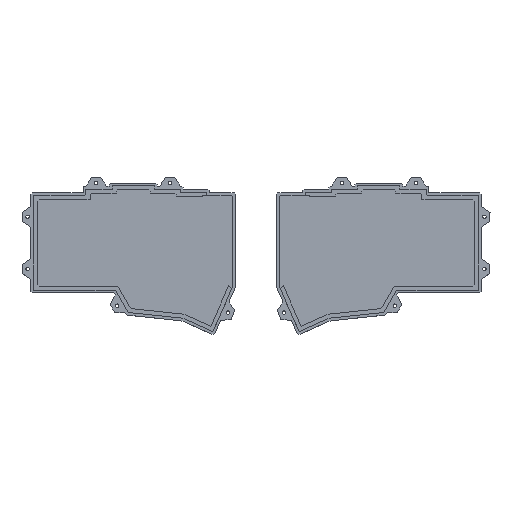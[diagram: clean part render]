
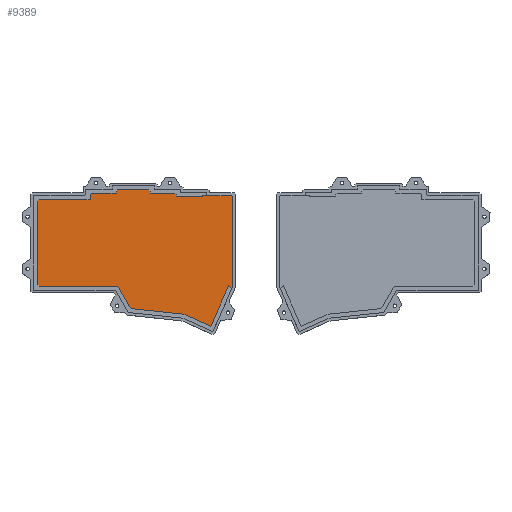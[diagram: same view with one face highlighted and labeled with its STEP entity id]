
A CAD part, top view. The second image highlights one B-rep face of the part: STEP entity #9389.
In plain terms, the highlighted planar face has unit normal (0, 0, 1).
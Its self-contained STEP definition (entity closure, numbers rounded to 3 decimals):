
#401=FACE_OUTER_BOUND('',#959,.T.);
#959=EDGE_LOOP('',(#7189,#7190,#7191,#7192,#7193,#7194,#7195,#7196,#7197,
#7198,#7199,#7200,#7201,#7202,#7203,#7204,#7205,#7206,#7207,#7208,#7209,
#7210,#7211,#7212,#7213,#7214,#7215,#7216,#7217,#7218));
#1776=LINE('',#13742,#3052);
#1817=LINE('',#13821,#3093);
#1824=LINE('',#13834,#3100);
#1827=LINE('',#13840,#3103);
#1829=LINE('',#13843,#3105);
#1830=LINE('',#13847,#3106);
#1833=LINE('',#13852,#3109);
#1835=LINE('',#13856,#3111);
#1837=LINE('',#13860,#3113);
#1839=LINE('',#13865,#3115);
#1842=LINE('',#13870,#3118);
#1844=LINE('',#13875,#3120);
#1847=LINE('',#13880,#3123);
#1849=LINE('',#13884,#3125);
#1851=LINE('',#13888,#3127);
#1853=LINE('',#13893,#3129);
#1856=LINE('',#13898,#3132);
#1864=LINE('',#13914,#3140);
#1867=LINE('',#13919,#3143);
#1894=LINE('',#14003,#3170);
#1895=LINE('',#14005,#3171);
#1896=LINE('',#14007,#3172);
#1897=LINE('',#14008,#3173);
#1898=LINE('',#14010,#3174);
#1899=LINE('',#14012,#3175);
#1900=LINE('',#14013,#3176);
#1901=LINE('',#14014,#3177);
#1902=LINE('',#14015,#3178);
#1903=LINE('',#14016,#3179);
#1904=LINE('',#14017,#3180);
#3052=VECTOR('',#11152,10.);
#3093=VECTOR('',#11197,10.);
#3100=VECTOR('',#11214,10.);
#3103=VECTOR('',#11219,10.);
#3105=VECTOR('',#11223,10.);
#3106=VECTOR('',#11226,10.);
#3109=VECTOR('',#11231,10.);
#3111=VECTOR('',#11235,10.);
#3113=VECTOR('',#11239,10.);
#3115=VECTOR('',#11243,10.);
#3118=VECTOR('',#11248,10.);
#3120=VECTOR('',#11252,10.);
#3123=VECTOR('',#11257,10.);
#3125=VECTOR('',#11261,10.);
#3127=VECTOR('',#11265,10.);
#3129=VECTOR('',#11269,10.);
#3132=VECTOR('',#11274,10.);
#3140=VECTOR('',#11294,10.);
#3143=VECTOR('',#11299,10.);
#3170=VECTOR('',#11414,10.);
#3171=VECTOR('',#11415,10.);
#3172=VECTOR('',#11416,10.);
#3173=VECTOR('',#11417,10.);
#3174=VECTOR('',#11418,10.);
#3175=VECTOR('',#11419,10.);
#3176=VECTOR('',#11420,10.);
#3177=VECTOR('',#11421,10.);
#3178=VECTOR('',#11422,10.);
#3179=VECTOR('',#11423,10.);
#3180=VECTOR('',#11424,10.);
#4182=VERTEX_POINT('',#13739);
#4183=VERTEX_POINT('',#13741);
#4219=VERTEX_POINT('',#13820);
#4220=VERTEX_POINT('',#13833);
#4221=VERTEX_POINT('',#13837);
#4222=VERTEX_POINT('',#13839);
#4223=VERTEX_POINT('',#13845);
#4224=VERTEX_POINT('',#13846);
#4225=VERTEX_POINT('',#13851);
#4226=VERTEX_POINT('',#13855);
#4227=VERTEX_POINT('',#13859);
#4228=VERTEX_POINT('',#13863);
#4229=VERTEX_POINT('',#13864);
#4230=VERTEX_POINT('',#13869);
#4231=VERTEX_POINT('',#13873);
#4232=VERTEX_POINT('',#13874);
#4233=VERTEX_POINT('',#13879);
#4234=VERTEX_POINT('',#13883);
#4235=VERTEX_POINT('',#13887);
#4236=VERTEX_POINT('',#13891);
#4237=VERTEX_POINT('',#13892);
#4238=VERTEX_POINT('',#13897);
#4239=VERTEX_POINT('',#13912);
#4240=VERTEX_POINT('',#13913);
#4241=VERTEX_POINT('',#13918);
#4254=VERTEX_POINT('',#14002);
#4255=VERTEX_POINT('',#14004);
#4256=VERTEX_POINT('',#14006);
#4257=VERTEX_POINT('',#14009);
#4258=VERTEX_POINT('',#14011);
#5188=EDGE_CURVE('',#4182,#4183,#1776,.F.);
#5229=EDGE_CURVE('',#4219,#4183,#1817,.T.);
#5236=EDGE_CURVE('',#4220,#4219,#1824,.T.);
#5239=EDGE_CURVE('',#4221,#4222,#1827,.F.);
#5241=EDGE_CURVE('',#4221,#4220,#1829,.T.);
#5242=EDGE_CURVE('',#4223,#4224,#1830,.T.);
#5245=EDGE_CURVE('',#4225,#4223,#1833,.T.);
#5247=EDGE_CURVE('',#4226,#4225,#1835,.T.);
#5249=EDGE_CURVE('',#4227,#4226,#1837,.T.);
#5251=EDGE_CURVE('',#4228,#4229,#1839,.T.);
#5254=EDGE_CURVE('',#4230,#4228,#1842,.T.);
#5256=EDGE_CURVE('',#4231,#4232,#1844,.T.);
#5259=EDGE_CURVE('',#4233,#4231,#1847,.T.);
#5261=EDGE_CURVE('',#4234,#4233,#1849,.T.);
#5263=EDGE_CURVE('',#4235,#4234,#1851,.T.);
#5265=EDGE_CURVE('',#4236,#4237,#1853,.T.);
#5268=EDGE_CURVE('',#4238,#4236,#1856,.T.);
#5276=EDGE_CURVE('',#4239,#4240,#1864,.T.);
#5279=EDGE_CURVE('',#4241,#4239,#1867,.T.);
#5318=EDGE_CURVE('',#4182,#4254,#1894,.T.);
#5319=EDGE_CURVE('',#4254,#4255,#1895,.T.);
#5320=EDGE_CURVE('',#4256,#4255,#1896,.T.);
#5321=EDGE_CURVE('',#4256,#4241,#1897,.T.);
#5322=EDGE_CURVE('',#4240,#4257,#1898,.T.);
#5323=EDGE_CURVE('',#4257,#4258,#1899,.T.);
#5324=EDGE_CURVE('',#4258,#4238,#1900,.T.);
#5325=EDGE_CURVE('',#4237,#4235,#1901,.T.);
#5326=EDGE_CURVE('',#4232,#4230,#1902,.T.);
#5327=EDGE_CURVE('',#4229,#4227,#1903,.T.);
#5328=EDGE_CURVE('',#4224,#4222,#1904,.T.);
#7189=ORIENTED_EDGE('',*,*,#5236,.T.);
#7190=ORIENTED_EDGE('',*,*,#5229,.T.);
#7191=ORIENTED_EDGE('',*,*,#5188,.F.);
#7192=ORIENTED_EDGE('',*,*,#5318,.T.);
#7193=ORIENTED_EDGE('',*,*,#5319,.T.);
#7194=ORIENTED_EDGE('',*,*,#5320,.F.);
#7195=ORIENTED_EDGE('',*,*,#5321,.T.);
#7196=ORIENTED_EDGE('',*,*,#5279,.T.);
#7197=ORIENTED_EDGE('',*,*,#5276,.T.);
#7198=ORIENTED_EDGE('',*,*,#5322,.T.);
#7199=ORIENTED_EDGE('',*,*,#5323,.T.);
#7200=ORIENTED_EDGE('',*,*,#5324,.T.);
#7201=ORIENTED_EDGE('',*,*,#5268,.T.);
#7202=ORIENTED_EDGE('',*,*,#5265,.T.);
#7203=ORIENTED_EDGE('',*,*,#5325,.T.);
#7204=ORIENTED_EDGE('',*,*,#5263,.T.);
#7205=ORIENTED_EDGE('',*,*,#5261,.T.);
#7206=ORIENTED_EDGE('',*,*,#5259,.T.);
#7207=ORIENTED_EDGE('',*,*,#5256,.T.);
#7208=ORIENTED_EDGE('',*,*,#5326,.T.);
#7209=ORIENTED_EDGE('',*,*,#5254,.T.);
#7210=ORIENTED_EDGE('',*,*,#5251,.T.);
#7211=ORIENTED_EDGE('',*,*,#5327,.T.);
#7212=ORIENTED_EDGE('',*,*,#5249,.T.);
#7213=ORIENTED_EDGE('',*,*,#5247,.T.);
#7214=ORIENTED_EDGE('',*,*,#5245,.T.);
#7215=ORIENTED_EDGE('',*,*,#5242,.T.);
#7216=ORIENTED_EDGE('',*,*,#5328,.T.);
#7217=ORIENTED_EDGE('',*,*,#5239,.F.);
#7218=ORIENTED_EDGE('',*,*,#5241,.T.);
#8877=PLANE('',#9964);
#9389=ADVANCED_FACE('',(#401),#8877,.T.);
#9964=AXIS2_PLACEMENT_3D('',#14001,#11412,#11413);
#11152=DIRECTION('',(0.966,-0.258,0.));
#11197=DIRECTION('',(0.995,-0.104,0.));
#11214=DIRECTION('',(0.838,-0.546,0.));
#11219=DIRECTION('',(0.865,-0.502,0.));
#11223=DIRECTION('',(0.496,-0.868,0.));
#11226=DIRECTION('',(0.707,-0.707,0.));
#11231=DIRECTION('',(0.,-1.,0.));
#11235=DIRECTION('',(-0.707,-0.707,0.));
#11239=DIRECTION('',(-1.,0.,0.));
#11243=DIRECTION('',(-0.707,-0.707,0.));
#11248=DIRECTION('',(-1.,0.,0.));
#11252=DIRECTION('',(-0.707,-0.707,0.));
#11257=DIRECTION('',(-1.,0.,0.));
#11261=DIRECTION('',(-0.707,0.707,0.));
#11265=DIRECTION('',(0.,1.,0.));
#11269=DIRECTION('',(-0.707,0.707,0.));
#11274=DIRECTION('',(0.,1.,0.));
#11294=DIRECTION('',(-0.707,0.707,0.));
#11299=DIRECTION('',(0.,1.,0.));
#11412=DIRECTION('center_axis',(0.,0.,1.));
#11413=DIRECTION('ref_axis',(1.,0.,0.));
#11414=DIRECTION('',(0.914,-0.405,0.));
#11415=DIRECTION('',(0.405,0.914,0.));
#11416=DIRECTION('',(-0.827,0.562,0.));
#11417=DIRECTION('',(0.405,0.914,0.));
#11418=DIRECTION('',(-1.,0.,0.));
#11419=DIRECTION('',(0.,-1.,0.));
#11420=DIRECTION('',(-1.,0.,0.));
#11421=DIRECTION('',(-1.,0.,0.));
#11422=DIRECTION('',(0.,-1.,0.));
#11423=DIRECTION('',(0.,-1.,0.));
#11424=DIRECTION('',(1.,0.,0.));
#13739=CARTESIAN_POINT('',(-207.991,0.969,-8.95));
#13741=CARTESIAN_POINT('',(-209.9,1.478,-8.95));
#13742=CARTESIAN_POINT('',(-231.186,7.151,-8.95));
#13820=CARTESIAN_POINT('',(-246.623,5.318,-8.95));
#13821=CARTESIAN_POINT('',(-229.25,3.501,-8.95));
#13833=CARTESIAN_POINT('',(-248.114,6.29,-8.95));
#13834=CARTESIAN_POINT('',(-255.009,10.787,-8.95));
#13837=CARTESIAN_POINT('',(-256.549,21.052,-8.95));
#13839=CARTESIAN_POINT('',(-258.045,21.92,-8.95));
#13840=CARTESIAN_POINT('',(-257.365,21.525,-8.95));
#13843=CARTESIAN_POINT('',(-255.179,18.654,-8.95));
#13845=CARTESIAN_POINT('',(-315.412,22.92,-8.95));
#13846=CARTESIAN_POINT('',(-314.412,21.92,-8.95));
#13847=CARTESIAN_POINT('',(-302.425,9.933,-8.95));
#13851=CARTESIAN_POINT('',(-315.412,83.87,-8.95));
#13852=CARTESIAN_POINT('',(-315.412,31.733,-8.95));
#13855=CARTESIAN_POINT('',(-314.412,84.87,-8.95));
#13856=CARTESIAN_POINT('',(-308.35,90.933,-8.95));
#13859=CARTESIAN_POINT('',(-277.328,84.871,-8.95));
#13860=CARTESIAN_POINT('',(-280.625,84.871,-8.95));
#13863=CARTESIAN_POINT('',(-276.328,89.633,-8.95));
#13864=CARTESIAN_POINT('',(-277.328,88.633,-8.95));
#13865=CARTESIAN_POINT('',(-280.978,84.984,-8.95));
#13869=CARTESIAN_POINT('',(-258.278,89.633,-8.95));
#13870=CARTESIAN_POINT('',(-261.583,89.633,-8.95));
#13873=CARTESIAN_POINT('',(-257.278,92.014,-8.95));
#13874=CARTESIAN_POINT('',(-258.278,91.014,-8.95));
#13875=CARTESIAN_POINT('',(-267.285,82.007,-8.95));
#13879=CARTESIAN_POINT('',(-234.428,92.014,-8.95));
#13880=CARTESIAN_POINT('',(-252.058,92.014,-8.95));
#13883=CARTESIAN_POINT('',(-233.428,91.014,-8.95));
#13884=CARTESIAN_POINT('',(-224.413,81.999,-8.95));
#13887=CARTESIAN_POINT('',(-233.428,89.634,-8.95));
#13888=CARTESIAN_POINT('',(-233.428,66.78,-8.95));
#13891=CARTESIAN_POINT('',(-214.378,88.634,-8.95));
#13892=CARTESIAN_POINT('',(-215.378,89.634,-8.95));
#13893=CARTESIAN_POINT('',(-210.721,84.977,-8.95));
#13897=CARTESIAN_POINT('',(-214.378,87.25,-8.95));
#13898=CARTESIAN_POINT('',(-214.378,65.59,-8.95));
#13912=CARTESIAN_POINT('',(-173.263,86.869,-8.95));
#13913=CARTESIAN_POINT('',(-174.263,87.869,-8.95));
#13914=CARTESIAN_POINT('',(-180.325,93.932,-8.95));
#13918=CARTESIAN_POINT('',(-173.263,21.38,-8.95));
#13919=CARTESIAN_POINT('',(-173.263,64.707,-8.95));
#14001=CARTESIAN_POINT('Origin',(-245.837,41.545,-8.95));
#14002=CARTESIAN_POINT('',(-189.253,-7.327,-8.95));
#14003=CARTESIAN_POINT('',(-221.954,7.151,-8.95));
#14004=CARTESIAN_POINT('',(-176.263,22.014,-8.95));
#14005=CARTESIAN_POINT('',(-178.349,17.302,-8.95));
#14006=CARTESIAN_POINT('',(-173.74,20.3,-8.95));
#14007=CARTESIAN_POINT('',(-203.342,40.412,-8.95));
#14008=CARTESIAN_POINT('',(-175.477,16.377,-8.95));
#14009=CARTESIAN_POINT('',(-195.328,87.869,-8.95));
#14010=CARTESIAN_POINT('',(-219.083,87.869,-8.95));
#14011=CARTESIAN_POINT('',(-195.328,87.25,-8.95));
#14012=CARTESIAN_POINT('',(-195.328,64.398,-8.95));
#14013=CARTESIAN_POINT('',(-230.108,87.25,-8.95));
#14014=CARTESIAN_POINT('',(-239.633,89.634,-8.95));
#14015=CARTESIAN_POINT('',(-258.278,65.589,-8.95));
#14016=CARTESIAN_POINT('',(-277.328,63.208,-8.95));
#14017=CARTESIAN_POINT('',(-251.441,21.92,-8.95));
